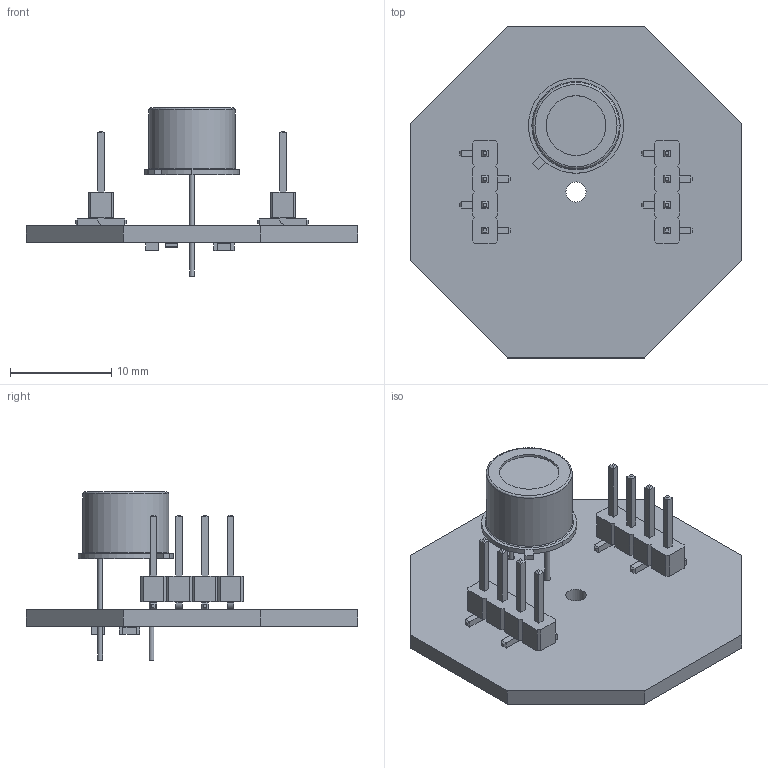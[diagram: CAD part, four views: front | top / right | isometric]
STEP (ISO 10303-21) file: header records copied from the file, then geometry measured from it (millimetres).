
FILE_DESCRIPTION(('KiCad electronic assembly'),'2;1');
FILE_NAME('refPhotoDiode_MDversion.step','2018-11-03T17:55:48',( 'An Author'),('A Company'),'Open CASCADE STEP processor 6.8', 'KiCad to STEP converter','Unknown');
FILE_SCHEMA(('AUTOMOTIVE_DESIGN_CC2 { 1 2 10303 214 -1 1 5 4 }'));
Length unit declared in the file: millimetre
Products named in the file (10): Open CASCADE STEP translator 6.8 1; PinHeader_1x04_P2.54mm_Vertical_SMD_Pin1Left; SOLID; C_0805; TO-5-2_Window; R_0805_2012Metric; COMPOUND
Assembly tree (11 placements, depth 3):
  Open CASCADE STEP translator 6.8 1
    PinHeader_1x04_P2.54mm_Vertical_SMD_Pin1Left  x2
      SOLID
    C_0805  x2
      SOLID
    TO-5-2_Window
      SOLID
    R_0805_2012Metric
      SOLID
    COMPOUND
Bounding box: 32.8 x 32.8 x 16.6 mm (x, y, z)
Volume: 1812.8 mm3; surface area: 2906.5 mm2
Topology: 7 solids, 8 shells, 342 faces, 833 edges, 530 vertices
Faces by surface type: plane 289, cylinder 50, revolution 2, cone 1
Full cylindrical faces by diameter (mm): 0.48 x2, 0.7 x2, 2 x1, 5.9 x2, 8.5 x1
Entity records: 16760 total; most frequent: CARTESIAN_POINT 5455, DIRECTION 1798, LINE 1182, VECTOR 1182, ORIENTED_EDGE 974, PCURVE 974, DEFINITIONAL_REPRESENTATION 974, EDGE_CURVE 487
